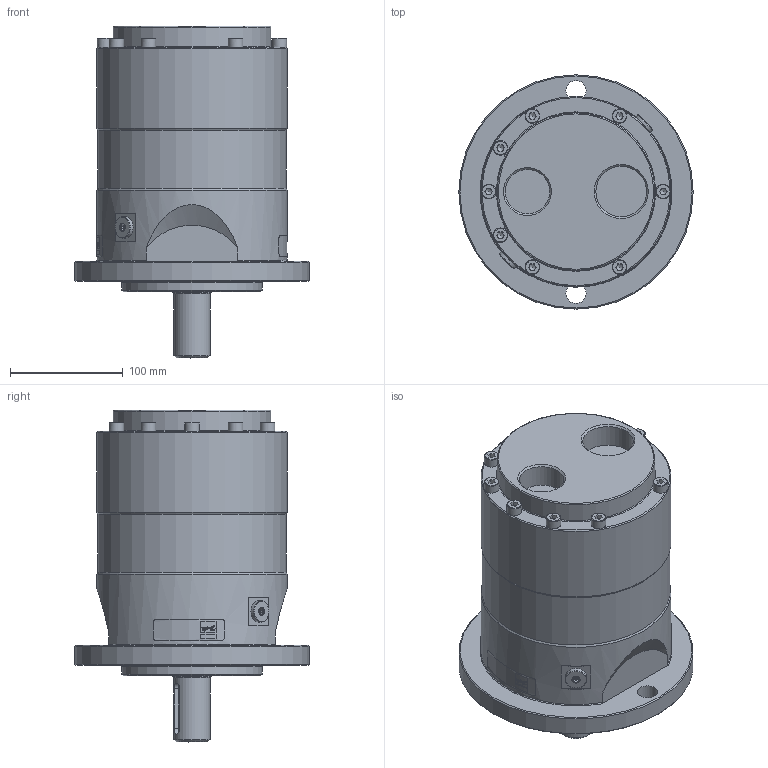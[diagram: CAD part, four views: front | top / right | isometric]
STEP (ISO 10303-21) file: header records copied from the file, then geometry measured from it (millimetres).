
FILE_DESCRIPTION(/* description */ (''),/* implementation_level */ '2;1');
FILE_NAME(/* name */ '180B0040.stp',/* time_stamp */ '2014-02-18T11:45:34+01:00',/* author */ (''),/* organization */ (''),/* preprocessor_version */ 'ST-DEVELOPER v11',/* originating_system */ 'SIEMENS PLM Software NX 7.5',/* authorisation */ '');
FILE_SCHEMA (('CONFIG_CONTROL_DESIGN'));
Length unit declared in the file: millimetre
Products named in the file (1): f342AA506if0
Bounding box: 208 x 208 x 294.77 mm (x, y, z)
Volume: 5119927.6 mm3; surface area: 219104.9 mm2
Topology: 1 solids, 1 shells, 624 faces, 1567 edges, 997 vertices
Faces by surface type: plane 381, cylinder 91, extrusion 86, cone 54, torus 12
Full cylindrical faces by diameter (mm): 3 x1, 6.2 x2, 10 x1, 13 x16, 14 x8, 18 x2, 19 x2, 32.3 x1, 35.3 x1, 39.5 x1, 45 x1, 111.2 x1, 124.97 x1, 140 x1, 167 x1, 169 x2, 208 x1
Entity records: 23216 total; most frequent: CARTESIAN_POINT 9164, ORIENTED_EDGE 2794, DIRECTION 2724, EDGE_CURVE 1397, AXIS2_PLACEMENT_3D 964, VERTEX_POINT 950, VECTOR 796, EDGE_LOOP 784
